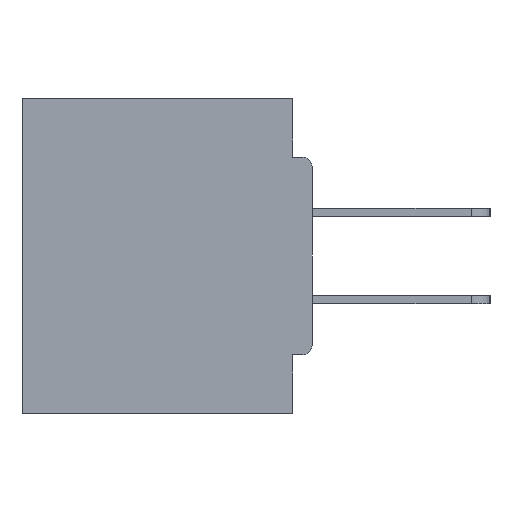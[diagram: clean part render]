
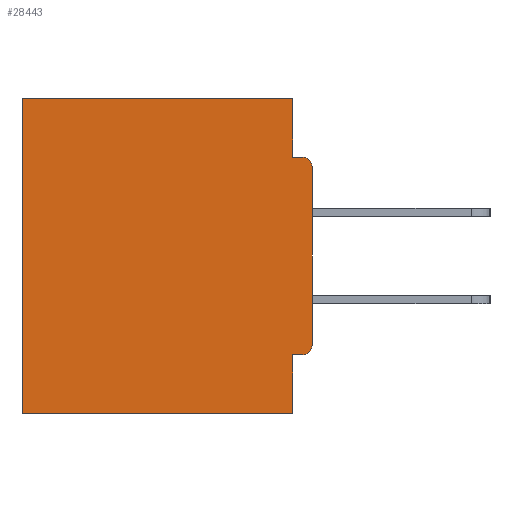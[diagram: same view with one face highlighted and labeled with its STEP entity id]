
A CAD part, left-side view. The second image highlights one B-rep face of the part: STEP entity #28443.
In plain terms, the highlighted planar face has unit normal (-1, 0, 0).
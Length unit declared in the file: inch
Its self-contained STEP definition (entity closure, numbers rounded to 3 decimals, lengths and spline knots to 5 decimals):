
#207 = VERTEX_POINT ( 'NONE', #11867 ) ;
#866 = VERTEX_POINT ( 'NONE', #29216 ) ;
#953 = LINE ( 'NONE', #13390, #4787 ) ;
#1129 = CARTESIAN_POINT ( 'NONE',  ( 0.298, 0., -0.3915 ) ) ;
#1166 = DIRECTION ( 'NONE',  ( 0., 0., -1. ) ) ;
#1265 = CARTESIAN_POINT ( 'NONE',  ( 0.298, 0.015, -0.1085 ) ) ;
#1411 = CARTESIAN_POINT ( 'NONE',  ( 0.298, 0., 0. ) ) ;
#1531 = CARTESIAN_POINT ( 'NONE',  ( 0.298, 0.031, -0.5 ) ) ;
#1997 = VECTOR ( 'NONE', #9487, 39.37008 ) ;
#3864 = DIRECTION ( 'NONE',  ( 0., 1., 0. ) ) ;
#3869 = EDGE_CURVE ( 'NONE', #207, #26454, #19923, .T. ) ;
#3915 = AXIS2_PLACEMENT_3D ( 'NONE', #5428, #17769, #7898 ) ;
#4195 = CARTESIAN_POINT ( 'NONE',  ( 0.298, 0.46, 0. ) ) ;
#4217 = VERTEX_POINT ( 'NONE', #1129 ) ;
#4787 = VECTOR ( 'NONE', #1166, 39.37008 ) ;
#5428 = CARTESIAN_POINT ( 'NONE',  ( 0.298, 0.015, -0.3915 ) ) ;
#5957 = LINE ( 'NONE', #11944, #26253 ) ;
#6322 = VERTEX_POINT ( 'NONE', #6808 ) ;
#6393 = VECTOR ( 'NONE', #3864, 39.37008 ) ;
#6419 = CARTESIAN_POINT ( 'NONE',  ( 0.298, 0., 0. ) ) ;
#6808 = CARTESIAN_POINT ( 'NONE',  ( 0.298, 0.031, -0.4065 ) ) ;
#6839 = ORIENTED_EDGE ( 'NONE', *, *, #21403, .F. ) ;
#7061 = EDGE_CURVE ( 'NONE', #6322, #29955, #5957, .T. ) ;
#7094 = VECTOR ( 'NONE', #28323, 39.37008 ) ;
#7197 = EDGE_CURVE ( 'NONE', #866, #6322, #12681, .T. ) ;
#7898 = DIRECTION ( 'NONE',  ( 0., 0., -1. ) ) ;
#7989 = VECTOR ( 'NONE', #29100, 39.37008 ) ;
#8866 = DIRECTION ( 'NONE',  ( 1., 0., 0. ) ) ;
#9323 = VERTEX_POINT ( 'NONE', #30726 ) ;
#9442 = VECTOR ( 'NONE', #20701, 39.37008 ) ;
#9487 = DIRECTION ( 'NONE',  ( 0., -1., 0. ) ) ;
#9580 = CARTESIAN_POINT ( 'NONE',  ( 0.298, 0., -0.5 ) ) ;
#10256 = EDGE_CURVE ( 'NONE', #26772, #20492, #19801, .T. ) ;
#10899 = CARTESIAN_POINT ( 'NONE',  ( 0.298, 0.46, 0. ) ) ;
#11106 = EDGE_CURVE ( 'NONE', #207, #4217, #953, .T. ) ;
#11650 = ORIENTED_EDGE ( 'NONE', *, *, #15848, .F. ) ;
#11867 = CARTESIAN_POINT ( 'NONE',  ( 0.298, 0., -0.1085 ) ) ;
#11944 = CARTESIAN_POINT ( 'NONE',  ( 0.298, 0.031, -0.5 ) ) ;
#12242 = ORIENTED_EDGE ( 'NONE', *, *, #7061, .F. ) ;
#12681 = LINE ( 'NONE', #28905, #23740 ) ;
#13390 = CARTESIAN_POINT ( 'NONE',  ( 0.298, 0., 0. ) ) ;
#13971 = CARTESIAN_POINT ( 'NONE',  ( 0.298, 0.031, -0.5 ) ) ;
#14064 = EDGE_CURVE ( 'NONE', #21870, #9323, #26659, .T. ) ;
#14184 = CARTESIAN_POINT ( 'NONE',  ( 0.298, 0.46, -0.5 ) ) ;
#14861 = LINE ( 'NONE', #1411, #6393 ) ;
#15427 = FACE_OUTER_BOUND ( 'NONE', #25292, .T. ) ;
#15700 = ORIENTED_EDGE ( 'NONE', *, *, #14064, .F. ) ;
#15848 = EDGE_CURVE ( 'NONE', #9323, #26454, #17361, .T. ) ;
#16916 = DIRECTION ( 'NONE',  ( 0., 0., -1. ) ) ;
#17293 = ORIENTED_EDGE ( 'NONE', *, *, #31338, .T. ) ;
#17361 = LINE ( 'NONE', #26762, #1997 ) ;
#17769 = DIRECTION ( 'NONE',  ( -1., 0., 0. ) ) ;
#18111 = CIRCLE ( 'NONE', #3915, 0.015 ) ;
#18455 = AXIS2_PLACEMENT_3D ( 'NONE', #6419, #8866, #26029 ) ;
#19801 = LINE ( 'NONE', #10899, #9442 ) ;
#19923 = CIRCLE ( 'NONE', #20325, 0.015 ) ;
#20242 = DIRECTION ( 'NONE',  ( 0., 0., -1. ) ) ;
#20325 = AXIS2_PLACEMENT_3D ( 'NONE', #1265, #25044, #20242 ) ;
#20492 = VERTEX_POINT ( 'NONE', #14184 ) ;
#20701 = DIRECTION ( 'NONE',  ( 0., 0., -1. ) ) ;
#21113 = PLANE ( 'NONE',  #18455 ) ;
#21403 = EDGE_CURVE ( 'NONE', #29955, #20492, #25662, .T. ) ;
#21796 = CARTESIAN_POINT ( 'NONE',  ( 0.298, 0.031, 0. ) ) ;
#21870 = VERTEX_POINT ( 'NONE', #21796 ) ;
#23740 = VECTOR ( 'NONE', #31273, 39.37008 ) ;
#24202 = CARTESIAN_POINT ( 'NONE',  ( 0.298, 0.015, -0.0935 ) ) ;
#25011 = ORIENTED_EDGE ( 'NONE', *, *, #25948, .T. ) ;
#25044 = DIRECTION ( 'NONE',  ( -1., 0., 0. ) ) ;
#25292 = EDGE_LOOP ( 'NONE', ( #31391, #11650, #15700, #17293, #26235, #6839, #12242, #29521, #25011, #28510 ) ) ;
#25662 = LINE ( 'NONE', #9580, #7989 ) ;
#25948 = EDGE_CURVE ( 'NONE', #866, #4217, #18111, .T. ) ;
#26029 = DIRECTION ( 'NONE',  ( 0., 0., -1. ) ) ;
#26235 = ORIENTED_EDGE ( 'NONE', *, *, #10256, .T. ) ;
#26253 = VECTOR ( 'NONE', #16916, 39.37008 ) ;
#26454 = VERTEX_POINT ( 'NONE', #24202 ) ;
#26659 = LINE ( 'NONE', #13971, #7094 ) ;
#26762 = CARTESIAN_POINT ( 'NONE',  ( 0.298, 0., -0.0935 ) ) ;
#26772 = VERTEX_POINT ( 'NONE', #4195 ) ;
#28323 = DIRECTION ( 'NONE',  ( 0., 0., -1. ) ) ;
#28443 = ADVANCED_FACE ( 'NONE', ( #15427 ), #21113, .F. ) ;
#28510 = ORIENTED_EDGE ( 'NONE', *, *, #11106, .F. ) ;
#28905 = CARTESIAN_POINT ( 'NONE',  ( 0.298, 0., -0.4065 ) ) ;
#29100 = DIRECTION ( 'NONE',  ( 0., 1., 0. ) ) ;
#29216 = CARTESIAN_POINT ( 'NONE',  ( 0.298, 0.015, -0.4065 ) ) ;
#29521 = ORIENTED_EDGE ( 'NONE', *, *, #7197, .F. ) ;
#29955 = VERTEX_POINT ( 'NONE', #1531 ) ;
#30726 = CARTESIAN_POINT ( 'NONE',  ( 0.298, 0.031, -0.0935 ) ) ;
#31273 = DIRECTION ( 'NONE',  ( 0., 1., 0. ) ) ;
#31338 = EDGE_CURVE ( 'NONE', #21870, #26772, #14861, .T. ) ;
#31391 = ORIENTED_EDGE ( 'NONE', *, *, #3869, .T. ) ;
